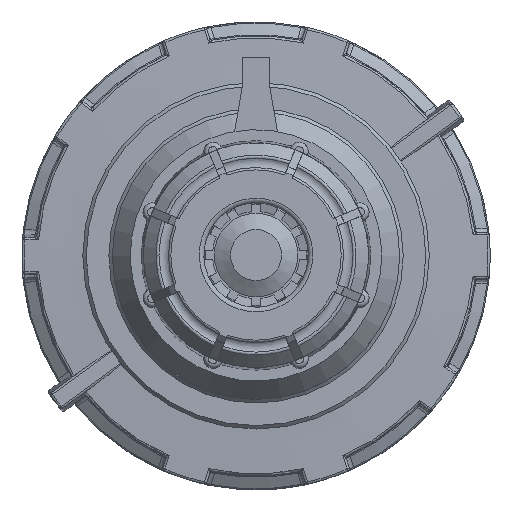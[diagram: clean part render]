
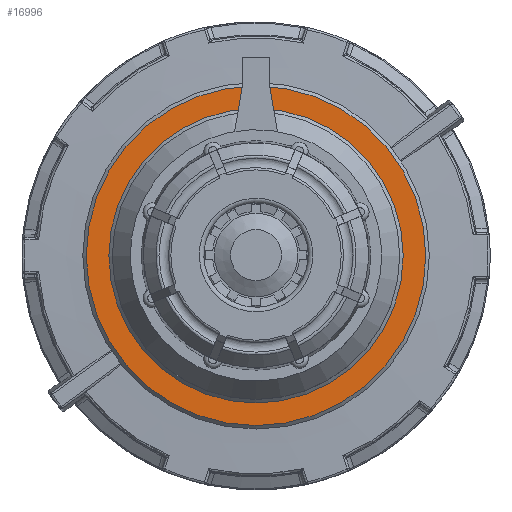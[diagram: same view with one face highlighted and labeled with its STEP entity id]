
A CAD part, top view. The second image highlights one B-rep face of the part: STEP entity #16996.
In plain terms, the highlighted face is planar.
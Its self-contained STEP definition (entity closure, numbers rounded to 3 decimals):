
#69 = EDGE_LOOP ( 'NONE', ( #12259 ) ) ;
#114 = FACE_OUTER_BOUND ( 'NONE', #6283, .T. ) ;
#543 = CIRCLE ( 'NONE', #21583, 31.75 ) ;
#2818 = VERTEX_POINT ( 'NONE', #4625 ) ;
#4619 = ORIENTED_EDGE ( 'NONE', *, *, #6478, .T. ) ;
#4625 = CARTESIAN_POINT ( 'NONE',  ( 0., 12.75, -31.75 ) ) ;
#6283 = EDGE_LOOP ( 'NONE', ( #4619 ) ) ;
#6478 = EDGE_CURVE ( 'NONE', #11786, #11786, #20444, .T. ) ;
#7009 = DIRECTION ( 'NONE',  ( 0., -1., 0. ) ) ;
#7382 = AXIS2_PLACEMENT_3D ( 'NONE', #16575, #14857, #21813 ) ;
#7900 = EDGE_CURVE ( 'NONE', #2818, #2818, #543, .T. ) ;
#8729 = PLANE ( 'NONE',  #21034 ) ;
#11786 = VERTEX_POINT ( 'NONE', #21809 ) ;
#12139 = CARTESIAN_POINT ( 'NONE',  ( -31., 12.75, 0. ) ) ;
#12259 = ORIENTED_EDGE ( 'NONE', *, *, #7900, .T. ) ;
#12472 = FACE_BOUND ( 'NONE', #69, .T. ) ;
#13648 = DIRECTION ( 'NONE',  ( 0., -1., 0. ) ) ;
#14857 = DIRECTION ( 'NONE',  ( 0., 1., 0. ) ) ;
#16575 = CARTESIAN_POINT ( 'NONE',  ( 0., 12.75, 0. ) ) ;
#16996 = ADVANCED_FACE ( 'NONE', ( #114, #12472 ), #8729, .F. ) ;
#20444 = CIRCLE ( 'NONE', #7382, 36.625 ) ;
#20582 = DIRECTION ( 'NONE',  ( 0., 0., -1. ) ) ;
#21000 = DIRECTION ( 'NONE',  ( 0., 0., -1. ) ) ;
#21034 = AXIS2_PLACEMENT_3D ( 'NONE', #12139, #7009, #21000 ) ;
#21583 = AXIS2_PLACEMENT_3D ( 'NONE', #22303, #13648, #20582 ) ;
#21809 = CARTESIAN_POINT ( 'NONE',  ( 0., 12.75, -36.625 ) ) ;
#21813 = DIRECTION ( 'NONE',  ( 0., 0., -1. ) ) ;
#22303 = CARTESIAN_POINT ( 'NONE',  ( 0., 12.75, 0. ) ) ;
